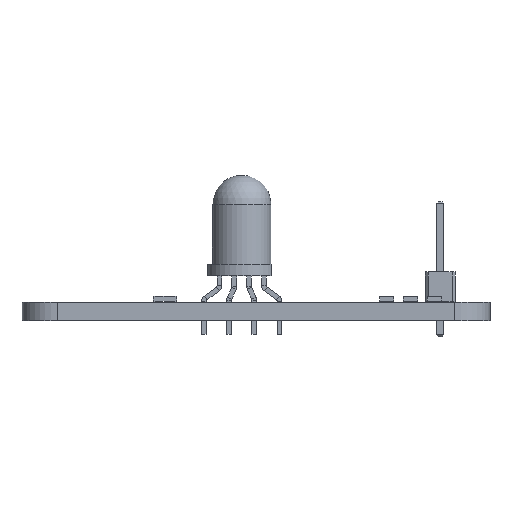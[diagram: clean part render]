
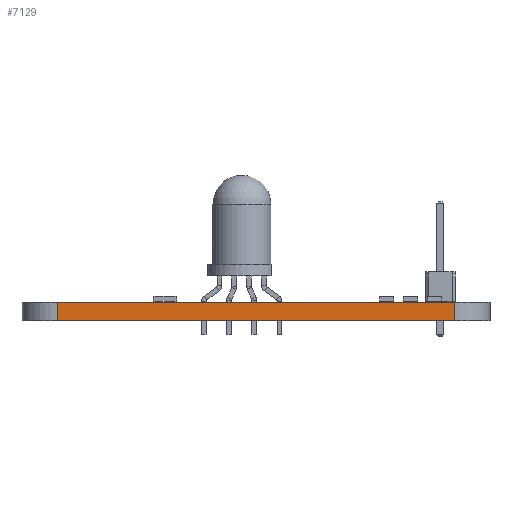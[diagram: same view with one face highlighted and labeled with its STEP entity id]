
A CAD part, left-side view. The second image highlights one B-rep face of the part: STEP entity #7129.
In plain terms, the highlighted planar face has unit normal (-1, 0, 0).
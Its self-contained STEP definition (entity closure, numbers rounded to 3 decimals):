
#5544 = VERTEX_POINT('',#5545);
#5545 = CARTESIAN_POINT('',(75.,-78.,0.));
#5552 = EDGE_CURVE('',#5553,#5544,#5555,.T.);
#5553 = VERTEX_POINT('',#5554);
#5554 = CARTESIAN_POINT('',(75.,-112.,0.));
#5555 = LINE('',#5556,#5557);
#5556 = CARTESIAN_POINT('',(75.,-112.,0.));
#5557 = VECTOR('',#5558,1.);
#5558 = DIRECTION('',(0.,1.,0.));
#6323 = VERTEX_POINT('',#6324);
#6324 = CARTESIAN_POINT('',(75.,-78.,1.6));
#6331 = EDGE_CURVE('',#6332,#6323,#6334,.T.);
#6332 = VERTEX_POINT('',#6333);
#6333 = CARTESIAN_POINT('',(75.,-112.,1.6));
#6334 = LINE('',#6335,#6336);
#6335 = CARTESIAN_POINT('',(75.,-112.,1.6));
#6336 = VECTOR('',#6337,1.);
#6337 = DIRECTION('',(0.,1.,0.));
#7099 = EDGE_CURVE('',#5544,#6323,#7100,.T.);
#7100 = LINE('',#7101,#7102);
#7101 = CARTESIAN_POINT('',(75.,-78.,0.));
#7102 = VECTOR('',#7103,1.);
#7103 = DIRECTION('',(0.,0.,1.));
#7129 = ADVANCED_FACE('',(#7130),#7141,.T.);
#7130 = FACE_BOUND('',#7131,.T.);
#7131 = EDGE_LOOP('',(#7132,#7138,#7139,#7140));
#7132 = ORIENTED_EDGE('',*,*,#7133,.T.);
#7133 = EDGE_CURVE('',#5553,#6332,#7134,.T.);
#7134 = LINE('',#7135,#7136);
#7135 = CARTESIAN_POINT('',(75.,-112.,0.));
#7136 = VECTOR('',#7137,1.);
#7137 = DIRECTION('',(0.,0.,1.));
#7138 = ORIENTED_EDGE('',*,*,#6331,.T.);
#7139 = ORIENTED_EDGE('',*,*,#7099,.F.);
#7140 = ORIENTED_EDGE('',*,*,#5552,.F.);
#7141 = PLANE('',#7142);
#7142 = AXIS2_PLACEMENT_3D('',#7143,#7144,#7145);
#7143 = CARTESIAN_POINT('',(75.,-112.,0.));
#7144 = DIRECTION('',(-1.,0.,0.));
#7145 = DIRECTION('',(0.,1.,0.));
